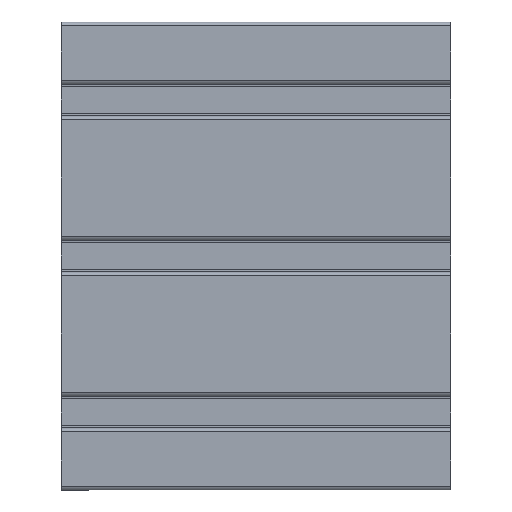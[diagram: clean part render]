
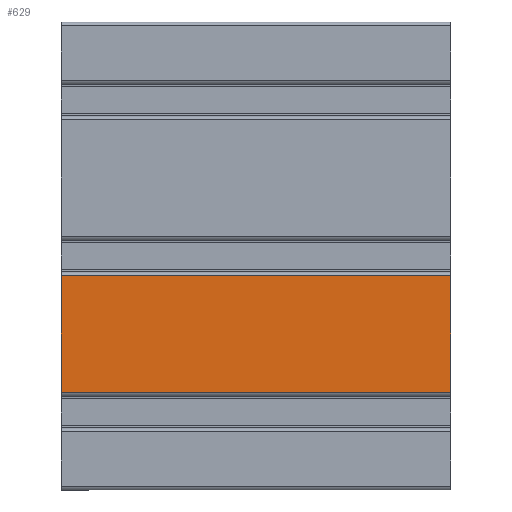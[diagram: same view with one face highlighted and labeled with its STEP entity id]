
A CAD part, left-side view. The second image highlights one B-rep face of the part: STEP entity #629.
In plain terms, the highlighted planar face has unit normal (-1, 0, 0).
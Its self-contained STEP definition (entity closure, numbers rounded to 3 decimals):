
#629 = ADVANCED_FACE( '', ( #1424 ), #1425, .T. );
#1424 = FACE_OUTER_BOUND( '', #2403, .T. );
#1425 = PLANE( '', #2404 );
#2403 = EDGE_LOOP( '', ( #4096, #4097, #4098, #4099 ) );
#2404 = AXIS2_PLACEMENT_3D( '', #4100, #4101, #4102 );
#4096 = ORIENTED_EDGE( '', *, *, #6749, .F. );
#4097 = ORIENTED_EDGE( '', *, *, #6750, .F. );
#4098 = ORIENTED_EDGE( '', *, *, #6751, .T. );
#4099 = ORIENTED_EDGE( '', *, *, #6683, .T. );
#4100 = CARTESIAN_POINT( '', ( -20., 100., -5.1 ) );
#4101 = DIRECTION( '', ( -1., 0., 0. ) );
#4102 = DIRECTION( '', ( 0., 0., 1. ) );
#6683 = EDGE_CURVE( '', #8347, #8345, #8348, .T. );
#6749 = EDGE_CURVE( '', #8450, #8345, #8451, .T. );
#6750 = EDGE_CURVE( '', #8452, #8450, #8453, .T. );
#6751 = EDGE_CURVE( '', #8452, #8347, #8454, .T. );
#8345 = VERTEX_POINT( '', #10566 );
#8347 = VERTEX_POINT( '', #10568 );
#8348 = LINE( '', #10569, #10570 );
#8450 = VERTEX_POINT( '', #10708 );
#8451 = LINE( '', #10709, #10710 );
#8452 = VERTEX_POINT( '', #10711 );
#8453 = LINE( '', #10712, #10713 );
#8454 = LINE( '', #10714, #10715 );
#10566 = CARTESIAN_POINT( '', ( -20., 0., -34.9 ) );
#10568 = CARTESIAN_POINT( '', ( -20., 100., -34.9 ) );
#10569 = CARTESIAN_POINT( '', ( -20., 100., -34.9 ) );
#10570 = VECTOR( '', #12469, 1000. );
#10708 = CARTESIAN_POINT( '', ( -20., 0., -5.1 ) );
#10709 = CARTESIAN_POINT( '', ( -20., 0., -5.1 ) );
#10710 = VECTOR( '', #12545, 1000. );
#10711 = CARTESIAN_POINT( '', ( -20., 100., -5.1 ) );
#10712 = CARTESIAN_POINT( '', ( -20., 100., -5.1 ) );
#10713 = VECTOR( '', #12546, 1000. );
#10714 = CARTESIAN_POINT( '', ( -20., 100., -5.1 ) );
#10715 = VECTOR( '', #12547, 1000. );
#12469 = DIRECTION( '', ( 0., -1., 0. ) );
#12545 = DIRECTION( '', ( 0., 0., -1. ) );
#12546 = DIRECTION( '', ( 0., -1., 0. ) );
#12547 = DIRECTION( '', ( 0., 0., -1. ) );
